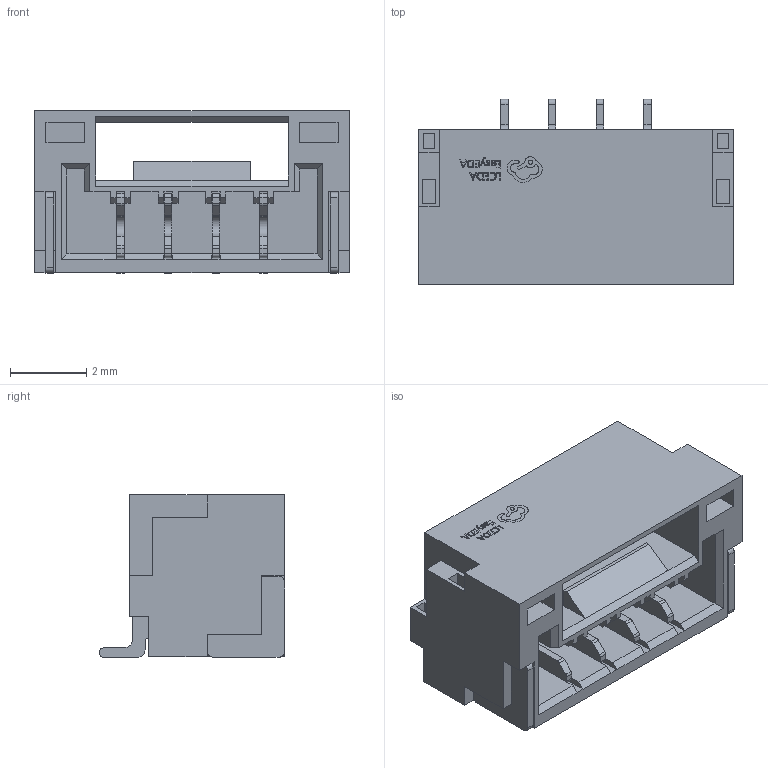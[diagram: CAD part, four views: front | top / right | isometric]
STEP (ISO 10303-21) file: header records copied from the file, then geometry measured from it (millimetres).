
FILE_DESCRIPTION(/* description */ (''),/* implementation_level */ '2;1');
FILE_NAME(/* name */ '3D_PCB1_2023-06-18.step',/* time_stamp */ '2023-06-18T17:12:35+08:00',/* author */ (''),/* organization */ (''),/* preprocessor_version */ 'ST-DEVELOPER v19.2',/* originating_system */ 'Autodesk Translation Framework v12.6.0.85',/* authorisation */ '');
FILE_SCHEMA (('AUTOMOTIVE_DESIGN { 1 0 10303 214 3 1 1 }'));
Length unit declared in the file: millimetre
Products named in the file (5): (未保存); COMPOUND; U1; CONN-SMD_4P-P1.25_SM04B-GHS-TB-LF-SN; COMPOUND (1)
Assembly tree (4 placements, depth 4):
  (未保存)
    COMPOUND
    U1
      CONN-SMD_4P-P1.25_SM04B-GHS-TB-LF-SN
        COMPOUND (1)
Bounding box: 8.25 x 4.86 x 4.26 mm (x, y, z)
Volume: 69.7 mm3; surface area: 366.4 mm2
Topology: 14 solids, 14 shells, 607 faces, 1641 edges, 1086 vertices
Faces by surface type: plane 441, bspline 112, cylinder 54
Entity records: 20820 total; most frequent: CARTESIAN_POINT 5177, ORIENTED_EDGE 3282, DIRECTION 2705, EDGE_CURVE 1641, LINE 1309, VECTOR 1309, VERTEX_POINT 1086, AXIS2_PLACEMENT_3D 698
